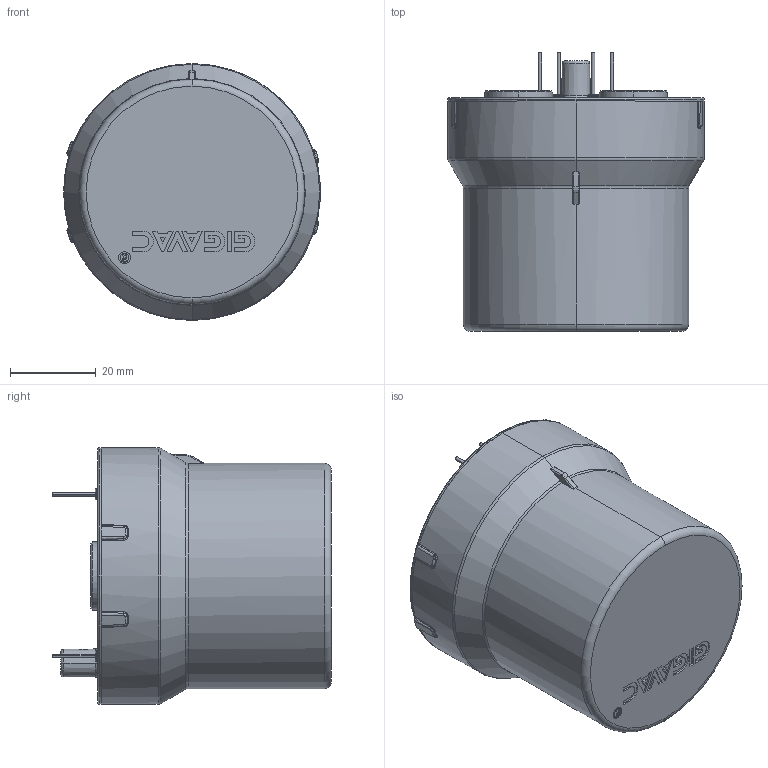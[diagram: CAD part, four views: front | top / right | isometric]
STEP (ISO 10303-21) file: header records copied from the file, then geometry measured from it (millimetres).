
FILE_DESCRIPTION (( 'STEP AP214' ), '1' );
FILE_NAME ('GV124_aux_step_041217.STEP', '2017-04-12T23:03:33', ( 'Temp' ), ( '' ), 'SwSTEP 2.0', 'SolidWorks 2014', '' );
FILE_SCHEMA (( 'AUTOMOTIVE_DESIGN' ));
Length unit declared in the file: inch
Products named in the file (1): GV124_aux_step_041217
Bounding box: 59.94 x 64.97 x 59.94 mm (x, y, z)
Volume: 27976.2 mm3; surface area: 35023.9 mm2
Topology: 9 solids, 9 shells, 1966 faces, 5084 edges, 3160 vertices
Faces by surface type: plane 599, torus 471, cylinder 435, bspline 262, cone 155, sphere 44
Entity records: 96834 total; most frequent: CARTESIAN_POINT 25624, ORIENTED_EDGE 10104, DIRECTION 9082, EDGE_CURVE 5052, AXIS2_PLACEMENT_3D 3576, VERTEX_POINT 3160, EDGE_LOOP 2038, UNCERTAINTY_MEASURE_WITH_UNIT 1977
